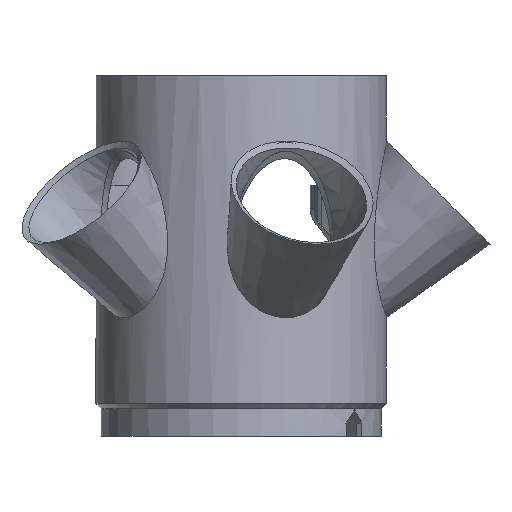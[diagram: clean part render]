
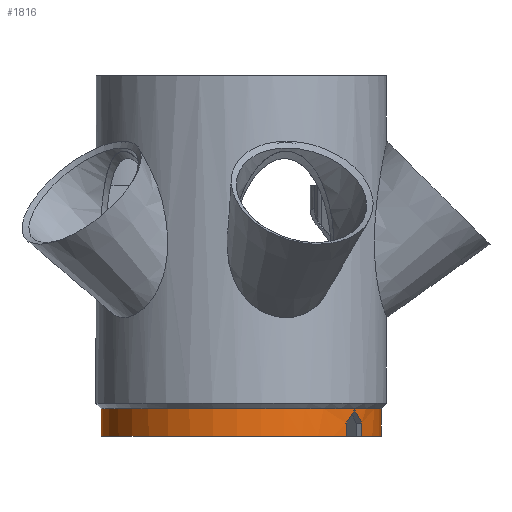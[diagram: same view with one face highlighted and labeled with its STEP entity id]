
A CAD part, front view. The second image highlights one B-rep face of the part: STEP entity #1816.
In plain terms, the highlighted cylindrical face has radius 53 mm (diameter 106 mm), a full revolution.
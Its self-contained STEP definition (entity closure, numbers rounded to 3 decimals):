
#1689=CARTESIAN_POINT('',(0.,0.,205.1));
#1690=DIRECTION('',(0.,0.,1.));
#1691=DIRECTION('',(0.309,-0.951,0.));
#1692=AXIS2_PLACEMENT_3D('',#1689,#1690,#1691);
#1693=CYLINDRICAL_SURFACE('',#1692,53.);
#1694=CARTESIAN_POINT('',(16.378,-50.406,208.1));
#1695=VERTEX_POINT('',#1694);
#1696=CARTESIAN_POINT('',(16.378,-50.406,197.6));
#1697=VERTEX_POINT('',#1696);
#1698=CARTESIAN_POINT('',(16.378,-50.406,208.1));
#1699=DIRECTION('',(-0.,-0.,-1.));
#1700=VECTOR('',#1699,10.5);
#1701=LINE('',#1698,#1700);
#1702=EDGE_CURVE('',#1695,#1697,#1701,.T.);
#1703=ORIENTED_EDGE('',*,*,#1702,.T.);
#1704=CARTESIAN_POINT('',(39.748,-35.059,197.6));
#1705=VERTEX_POINT('',#1704);
#1706=CARTESIAN_POINT('',(0.,0.,197.6));
#1707=DIRECTION('',(0.,0.,1.));
#1708=DIRECTION('',(1.,0.,-0.));
#1709=AXIS2_PLACEMENT_3D('',#1706,#1707,#1708);
#1710=CIRCLE('',#1709,53.);
#1711=EDGE_CURVE('',#1697,#1705,#1710,.T.);
#1712=ORIENTED_EDGE('',*,*,#1711,.T.);
#1713=CARTESIAN_POINT('',(39.748,-35.059,202.6));
#1714=VERTEX_POINT('',#1713);
#1715=CARTESIAN_POINT('',(39.748,-35.059,197.6));
#1716=DIRECTION('',(0.,0.,1.));
#1717=VECTOR('',#1716,5.);
#1718=LINE('',#1715,#1717);
#1719=EDGE_CURVE('',#1705,#1714,#1718,.T.);
#1720=ORIENTED_EDGE('',*,*,#1719,.T.);
#1721=CARTESIAN_POINT('',(42.878,-31.153,207.6));
#1722=VERTEX_POINT('',#1721);
#1723=CARTESIAN_POINT('',(0.,0.,207.6));
#1724=DIRECTION('',(0.416,0.572,-0.707));
#1725=DIRECTION('',(0.416,0.572,0.707));
#1726=AXIS2_PLACEMENT_3D('',#1723,#1724,#1725);
#1727=ELLIPSE('',#1726,74.953,53.);
#1728=EDGE_CURVE('',#1722,#1714,#1727,.T.);
#1729=ORIENTED_EDGE('',*,*,#1728,.F.);
#1730=CARTESIAN_POINT('',(45.626,-26.969,202.6));
#1731=VERTEX_POINT('',#1730);
#1732=CARTESIAN_POINT('',(0.,0.,207.6));
#1733=DIRECTION('',(-0.416,-0.572,-0.707));
#1734=DIRECTION('',(-0.416,-0.572,0.707));
#1735=AXIS2_PLACEMENT_3D('',#1732,#1733,#1734);
#1736=ELLIPSE('',#1735,74.953,53.);
#1737=EDGE_CURVE('',#1731,#1722,#1736,.T.);
#1738=ORIENTED_EDGE('',*,*,#1737,.F.);
#1739=CARTESIAN_POINT('',(45.626,-26.969,197.6));
#1740=VERTEX_POINT('',#1739);
#1741=CARTESIAN_POINT('',(45.626,-26.969,197.6));
#1742=DIRECTION('',(0.,0.,1.));
#1743=VECTOR('',#1742,5.);
#1744=LINE('',#1741,#1743);
#1745=EDGE_CURVE('',#1740,#1731,#1744,.T.);
#1746=ORIENTED_EDGE('',*,*,#1745,.F.);
#1747=CARTESIAN_POINT('',(-39.748,35.059,197.6));
#1748=VERTEX_POINT('',#1747);
#1749=CARTESIAN_POINT('',(0.,0.,197.6));
#1750=DIRECTION('',(0.,0.,1.));
#1751=DIRECTION('',(1.,0.,-0.));
#1752=AXIS2_PLACEMENT_3D('',#1749,#1750,#1751);
#1753=CIRCLE('',#1752,53.);
#1754=EDGE_CURVE('',#1740,#1748,#1753,.T.);
#1755=ORIENTED_EDGE('',*,*,#1754,.T.);
#1756=CARTESIAN_POINT('',(-39.748,35.059,202.6));
#1757=VERTEX_POINT('',#1756);
#1758=CARTESIAN_POINT('',(-39.748,35.059,202.6));
#1759=DIRECTION('',(-0.,-0.,-1.));
#1760=VECTOR('',#1759,5.);
#1761=LINE('',#1758,#1760);
#1762=EDGE_CURVE('',#1757,#1748,#1761,.T.);
#1763=ORIENTED_EDGE('',*,*,#1762,.F.);
#1764=CARTESIAN_POINT('',(-42.878,31.153,207.6));
#1765=VERTEX_POINT('',#1764);
#1766=CARTESIAN_POINT('',(0.,0.,207.6));
#1767=DIRECTION('',(-0.416,-0.572,-0.707));
#1768=DIRECTION('',(-0.416,-0.572,0.707));
#1769=AXIS2_PLACEMENT_3D('',#1766,#1767,#1768);
#1770=ELLIPSE('',#1769,74.953,53.);
#1771=EDGE_CURVE('',#1765,#1757,#1770,.T.);
#1772=ORIENTED_EDGE('',*,*,#1771,.F.);
#1773=CARTESIAN_POINT('',(-45.626,26.969,202.6));
#1774=VERTEX_POINT('',#1773);
#1775=CARTESIAN_POINT('',(0.,0.,207.6));
#1776=DIRECTION('',(0.416,0.572,-0.707));
#1777=DIRECTION('',(0.416,0.572,0.707));
#1778=AXIS2_PLACEMENT_3D('',#1775,#1776,#1777);
#1779=ELLIPSE('',#1778,74.953,53.);
#1780=EDGE_CURVE('',#1774,#1765,#1779,.T.);
#1781=ORIENTED_EDGE('',*,*,#1780,.F.);
#1782=CARTESIAN_POINT('',(-45.626,26.969,197.6));
#1783=VERTEX_POINT('',#1782);
#1784=CARTESIAN_POINT('',(-45.626,26.969,202.6));
#1785=DIRECTION('',(-0.,-0.,-1.));
#1786=VECTOR('',#1785,5.);
#1787=LINE('',#1784,#1786);
#1788=EDGE_CURVE('',#1774,#1783,#1787,.T.);
#1789=ORIENTED_EDGE('',*,*,#1788,.T.);
#1790=CARTESIAN_POINT('',(0.,0.,197.6));
#1791=DIRECTION('',(0.,0.,1.));
#1792=DIRECTION('',(1.,0.,-0.));
#1793=AXIS2_PLACEMENT_3D('',#1790,#1791,#1792);
#1794=CIRCLE('',#1793,53.);
#1795=EDGE_CURVE('',#1783,#1697,#1794,.T.);
#1796=ORIENTED_EDGE('',*,*,#1795,.T.);
#1797=ORIENTED_EDGE('',*,*,#1702,.F.);
#1798=CARTESIAN_POINT('',(53.,-0.,208.1));
#1799=VERTEX_POINT('',#1798);
#1800=CARTESIAN_POINT('',(0.,0.,208.1));
#1801=DIRECTION('',(-0.,-0.,-1.));
#1802=DIRECTION('',(1.,0.,-0.));
#1803=AXIS2_PLACEMENT_3D('',#1800,#1801,#1802);
#1804=CIRCLE('',#1803,53.);
#1805=EDGE_CURVE('',#1695,#1799,#1804,.T.);
#1806=ORIENTED_EDGE('',*,*,#1805,.T.);
#1807=CARTESIAN_POINT('',(0.,0.,208.1));
#1808=DIRECTION('',(-0.,-0.,-1.));
#1809=DIRECTION('',(1.,0.,-0.));
#1810=AXIS2_PLACEMENT_3D('',#1807,#1808,#1809);
#1811=CIRCLE('',#1810,53.);
#1812=EDGE_CURVE('',#1799,#1695,#1811,.T.);
#1813=ORIENTED_EDGE('',*,*,#1812,.T.);
#1814=EDGE_LOOP('',(#1703,#1712,#1720,#1729,#1738,#1746,#1755,#1763,#1772,#1781,#1789,#1796,#1797,#1806,#1813));
#1815=FACE_BOUND('',#1814,.T.);
#1816=ADVANCED_FACE('',(#1815),#1693,.T.);
